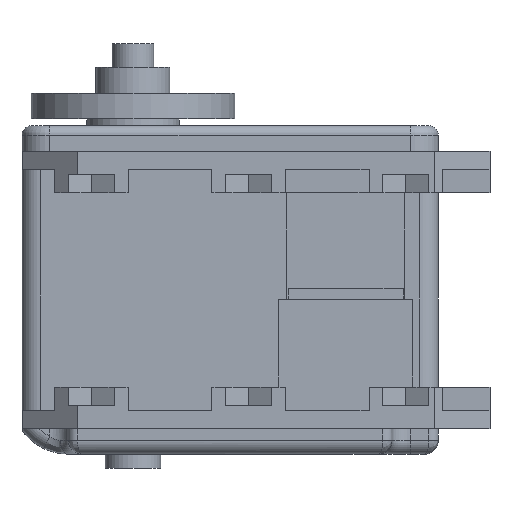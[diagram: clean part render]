
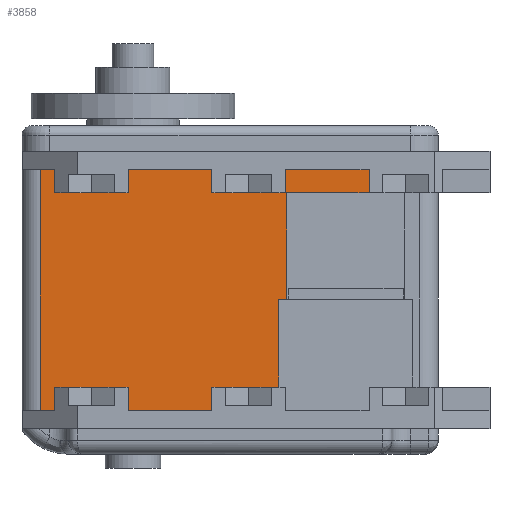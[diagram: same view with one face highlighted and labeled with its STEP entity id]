
A CAD part, left-side view. The second image highlights one B-rep face of the part: STEP entity #3858.
In plain terms, the highlighted planar face has unit normal (-1, 0, 0).
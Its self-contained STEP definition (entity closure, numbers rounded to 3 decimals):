
#1808=CARTESIAN_POINT('',(-12.2,0.525,13.0));
#1809=VERTEX_POINT('',#1808);
#1816=CARTESIAN_POINT('',(-12.2,-8.525,13.0));
#1817=VERTEX_POINT('',#1816);
#1818=CARTESIAN_POINT('',(-12.2,0.525,13.0));
#1819=DIRECTION('',(0.0,-1.0,0.0));
#1820=VECTOR('',#1819,9.05);
#1821=LINE('',#1818,#1820);
#1822=EDGE_CURVE('',#1809,#1817,#1821,.T.);
#1848=CARTESIAN_POINT('',(-12.2,-16.475,13.0));
#1849=VERTEX_POINT('',#1848);
#1856=CARTESIAN_POINT('',(-12.2,-25.525,13.0));
#1857=VERTEX_POINT('',#1856);
#1858=CARTESIAN_POINT('',(-12.2,-16.475,13.0));
#1859=DIRECTION('',(0.0,-1.0,0.0));
#1860=VECTOR('',#1859,9.05);
#1861=LINE('',#1858,#1860);
#1862=EDGE_CURVE('',#1849,#1857,#1861,.T.);
#1951=CARTESIAN_POINT('',(-12.2,10.0,13.0));
#1952=VERTEX_POINT('',#1951);
#1953=CARTESIAN_POINT('',(-12.2,8.475,13.0));
#1954=VERTEX_POINT('',#1953);
#1955=CARTESIAN_POINT('',(-12.2,10.0,13.0));
#1956=DIRECTION('',(0.0,-1.0,0.0));
#1957=VECTOR('',#1956,1.525);
#1958=LINE('',#1955,#1957);
#1959=EDGE_CURVE('',#1952,#1954,#1958,.T.);
#2706=CARTESIAN_POINT('',(-12.2,4.6,10.5));
#2707=VERTEX_POINT('',#2706);
#2912=CARTESIAN_POINT('',(-12.2,8.475,10.5));
#2913=VERTEX_POINT('',#2912);
#2920=CARTESIAN_POINT('',(-12.2,4.6,10.5));
#2921=DIRECTION('',(0.0,1.0,0.0));
#2922=VECTOR('',#2921,3.875);
#2923=LINE('',#2920,#2922);
#2924=EDGE_CURVE('',#2707,#2913,#2923,.T.);
#2935=CARTESIAN_POINT('',(-12.2,4.4,10.5));
#2936=VERTEX_POINT('',#2935);
#2945=CARTESIAN_POINT('',(-12.2,0.525,10.5));
#2946=VERTEX_POINT('',#2945);
#2947=CARTESIAN_POINT('',(-12.2,0.525,10.5));
#2948=DIRECTION('',(0.0,1.0,0.0));
#2949=VECTOR('',#2948,3.875);
#2950=LINE('',#2947,#2949);
#2951=EDGE_CURVE('',#2946,#2936,#2950,.T.);
#3001=CARTESIAN_POINT('',(-12.2,-8.525,10.5));
#3002=VERTEX_POINT('',#3001);
#3009=CARTESIAN_POINT('',(-12.2,-12.4,10.5));
#3010=VERTEX_POINT('',#3009);
#3011=CARTESIAN_POINT('',(-12.2,-12.4,10.5));
#3012=DIRECTION('',(0.0,1.0,0.0));
#3013=VECTOR('',#3012,3.875);
#3014=LINE('',#3011,#3013);
#3015=EDGE_CURVE('',#3010,#3002,#3014,.T.);
#3031=CARTESIAN_POINT('',(-12.2,-12.6,10.5));
#3032=VERTEX_POINT('',#3031);
#3041=CARTESIAN_POINT('',(-12.2,-16.475,10.5));
#3042=VERTEX_POINT('',#3041);
#3043=CARTESIAN_POINT('',(-12.2,-16.475,10.5));
#3044=DIRECTION('',(0.0,1.0,0.0));
#3045=VECTOR('',#3044,3.875);
#3046=LINE('',#3043,#3045);
#3047=EDGE_CURVE('',#3042,#3032,#3046,.T.);
#3153=CARTESIAN_POINT('',(-12.2,-25.525,10.5));
#3154=VERTEX_POINT('',#3153);
#3161=CARTESIAN_POINT('',(-12.2,-16.6,10.5));
#3162=VERTEX_POINT('',#3161);
#3163=CARTESIAN_POINT('',(-12.2,-25.525,10.5));
#3164=DIRECTION('',(0.0,1.0,0.0));
#3165=VECTOR('',#3164,8.925);
#3166=LINE('',#3163,#3165);
#3167=EDGE_CURVE('',#3154,#3162,#3166,.T.);
#3508=CARTESIAN_POINT('',(-12.2,-12.6,10.5));
#3509=DIRECTION('',(0.0,1.0,0.0));
#3510=VECTOR('',#3509,0.201);
#3511=LINE('',#3508,#3510);
#3512=EDGE_CURVE('',#3032,#3010,#3511,.T.);
#3627=CARTESIAN_POINT('',(-12.2,4.4,10.5));
#3628=DIRECTION('',(0.0,1.0,0.0));
#3629=VECTOR('',#3628,0.201);
#3630=LINE('',#3627,#3629);
#3631=EDGE_CURVE('',#2936,#2707,#3630,.T.);
#3693=CARTESIAN_POINT('',(-12.2,12.,-17.75));
#3694=DIRECTION('',(-1.0,0.0,0.0));
#3695=DIRECTION('',(0.0,0.0,1.0));
#3696=AXIS2_PLACEMENT_3D('',#3693,#3694,#3695);
#3697=PLANE('',#3696);
#3698=CARTESIAN_POINT('',(-12.2,10.0,-13.0));
#3699=VERTEX_POINT('',#3698);
#3700=CARTESIAN_POINT('',(-12.2,10.0,13.0));
#3701=DIRECTION('',(0.0,0.0,-1.0));
#3702=VECTOR('',#3701,26.0);
#3703=LINE('',#3700,#3702);
#3704=EDGE_CURVE('',#1952,#3699,#3703,.T.);
#3705=ORIENTED_EDGE('',*,*,#3704,.T.);
#3706=CARTESIAN_POINT('',(-12.2,8.475,-13.0));
#3707=VERTEX_POINT('',#3706);
#3708=CARTESIAN_POINT('',(-12.2,10.0,-13.0));
#3709=DIRECTION('',(0.0,-1.0,0.0));
#3710=VECTOR('',#3709,1.525);
#3711=LINE('',#3708,#3710);
#3712=EDGE_CURVE('',#3699,#3707,#3711,.T.);
#3713=ORIENTED_EDGE('',*,*,#3712,.T.);
#3714=CARTESIAN_POINT('',(-12.2,8.475,-10.5));
#3715=VERTEX_POINT('',#3714);
#3716=CARTESIAN_POINT('',(-12.2,8.475,-13.0));
#3717=DIRECTION('',(0.0,0.0,1.0));
#3718=VECTOR('',#3717,2.5);
#3719=LINE('',#3716,#3718);
#3720=EDGE_CURVE('',#3707,#3715,#3719,.T.);
#3721=ORIENTED_EDGE('',*,*,#3720,.T.);
#3722=CARTESIAN_POINT('',(-12.2,4.6,-10.5));
#3723=VERTEX_POINT('',#3722);
#3724=CARTESIAN_POINT('',(-12.2,4.6,-10.5));
#3725=DIRECTION('',(0.0,1.0,0.0));
#3726=VECTOR('',#3725,3.875);
#3727=LINE('',#3724,#3726);
#3728=EDGE_CURVE('',#3723,#3715,#3727,.T.);
#3729=ORIENTED_EDGE('',*,*,#3728,.F.);
#3730=CARTESIAN_POINT('',(-12.2,4.4,-10.5));
#3731=VERTEX_POINT('',#3730);
#3732=CARTESIAN_POINT('',(-12.2,4.4,-10.5));
#3733=DIRECTION('',(0.0,1.0,0.0));
#3734=VECTOR('',#3733,0.201);
#3735=LINE('',#3732,#3734);
#3736=EDGE_CURVE('',#3731,#3723,#3735,.T.);
#3737=ORIENTED_EDGE('',*,*,#3736,.F.);
#3738=CARTESIAN_POINT('',(-12.2,0.525,-10.5));
#3739=VERTEX_POINT('',#3738);
#3740=CARTESIAN_POINT('',(-12.2,0.525,-10.5));
#3741=DIRECTION('',(0.0,1.0,0.0));
#3742=VECTOR('',#3741,3.875);
#3743=LINE('',#3740,#3742);
#3744=EDGE_CURVE('',#3739,#3731,#3743,.T.);
#3745=ORIENTED_EDGE('',*,*,#3744,.F.);
#3746=CARTESIAN_POINT('',(-12.2,0.525,-13.0));
#3747=VERTEX_POINT('',#3746);
#3748=CARTESIAN_POINT('',(-12.2,0.525,-13.0));
#3749=DIRECTION('',(0.0,0.0,1.0));
#3750=VECTOR('',#3749,2.5);
#3751=LINE('',#3748,#3750);
#3752=EDGE_CURVE('',#3747,#3739,#3751,.T.);
#3753=ORIENTED_EDGE('',*,*,#3752,.F.);
#3754=CARTESIAN_POINT('',(-12.2,-8.525,-13.0));
#3755=VERTEX_POINT('',#3754);
#3756=CARTESIAN_POINT('',(-12.2,0.525,-13.0));
#3757=DIRECTION('',(0.0,-1.0,0.0));
#3758=VECTOR('',#3757,9.05);
#3759=LINE('',#3756,#3758);
#3760=EDGE_CURVE('',#3747,#3755,#3759,.T.);
#3761=ORIENTED_EDGE('',*,*,#3760,.T.);
#3762=CARTESIAN_POINT('',(-12.2,-8.525,-10.5));
#3763=VERTEX_POINT('',#3762);
#3764=CARTESIAN_POINT('',(-12.2,-8.525,-13.0));
#3765=DIRECTION('',(0.0,0.0,1.0));
#3766=VECTOR('',#3765,2.5);
#3767=LINE('',#3764,#3766);
#3768=EDGE_CURVE('',#3755,#3763,#3767,.T.);
#3769=ORIENTED_EDGE('',*,*,#3768,.T.);
#3770=CARTESIAN_POINT('',(-12.2,-12.4,-10.5));
#3771=VERTEX_POINT('',#3770);
#3772=CARTESIAN_POINT('',(-12.2,-12.4,-10.5));
#3773=DIRECTION('',(0.0,1.0,0.0));
#3774=VECTOR('',#3773,3.875);
#3775=LINE('',#3772,#3774);
#3776=EDGE_CURVE('',#3771,#3763,#3775,.T.);
#3777=ORIENTED_EDGE('',*,*,#3776,.F.);
#3778=CARTESIAN_POINT('',(-12.2,-12.6,-10.5));
#3779=VERTEX_POINT('',#3778);
#3780=CARTESIAN_POINT('',(-12.2,-12.6,-10.5));
#3781=DIRECTION('',(0.0,1.0,0.0));
#3782=VECTOR('',#3781,0.201);
#3783=LINE('',#3780,#3782);
#3784=EDGE_CURVE('',#3779,#3771,#3783,.T.);
#3785=ORIENTED_EDGE('',*,*,#3784,.F.);
#3786=CARTESIAN_POINT('',(-12.2,-15.75,-10.5));
#3787=VERTEX_POINT('',#3786);
#3788=CARTESIAN_POINT('',(-12.2,-15.75,-10.5));
#3789=DIRECTION('',(0.0,1.0,0.0));
#3790=VECTOR('',#3789,3.15);
#3791=LINE('',#3788,#3790);
#3792=EDGE_CURVE('',#3787,#3779,#3791,.T.);
#3793=ORIENTED_EDGE('',*,*,#3792,.F.);
#3794=CARTESIAN_POINT('',(-12.2,-15.75,-1.0));
#3795=VERTEX_POINT('',#3794);
#3796=CARTESIAN_POINT('',(-12.2,-15.75,-1.0));
#3797=DIRECTION('',(0.0,0.0,-1.0));
#3798=VECTOR('',#3797,9.5);
#3799=LINE('',#3796,#3798);
#3800=EDGE_CURVE('',#3795,#3787,#3799,.T.);
#3801=ORIENTED_EDGE('',*,*,#3800,.F.);
#3802=CARTESIAN_POINT('',(-12.2,-16.6,-1.0));
#3803=VERTEX_POINT('',#3802);
#3804=CARTESIAN_POINT('',(-12.2,-16.6,-1.0));
#3805=DIRECTION('',(0.0,1.0,0.0));
#3806=VECTOR('',#3805,0.85);
#3807=LINE('',#3804,#3806);
#3808=EDGE_CURVE('',#3803,#3795,#3807,.T.);
#3809=ORIENTED_EDGE('',*,*,#3808,.F.);
#3810=CARTESIAN_POINT('',(-12.2,-16.6,-1.0));
#3811=DIRECTION('',(0.0,0.0,1.0));
#3812=VECTOR('',#3811,11.5);
#3813=LINE('',#3810,#3812);
#3814=EDGE_CURVE('',#3803,#3162,#3813,.T.);
#3815=ORIENTED_EDGE('',*,*,#3814,.T.);
#3816=ORIENTED_EDGE('',*,*,#3167,.F.);
#3817=CARTESIAN_POINT('',(-12.2,-25.525,13.0));
#3818=DIRECTION('',(0.0,0.0,-1.0));
#3819=VECTOR('',#3818,2.5);
#3820=LINE('',#3817,#3819);
#3821=EDGE_CURVE('',#1857,#3154,#3820,.T.);
#3822=ORIENTED_EDGE('',*,*,#3821,.F.);
#3823=ORIENTED_EDGE('',*,*,#1862,.F.);
#3824=CARTESIAN_POINT('',(-12.2,-16.475,13.0));
#3825=DIRECTION('',(0.0,0.0,-1.0));
#3826=VECTOR('',#3825,2.5);
#3827=LINE('',#3824,#3826);
#3828=EDGE_CURVE('',#1849,#3042,#3827,.T.);
#3829=ORIENTED_EDGE('',*,*,#3828,.T.);
#3830=ORIENTED_EDGE('',*,*,#3047,.T.);
#3831=ORIENTED_EDGE('',*,*,#3512,.T.);
#3832=ORIENTED_EDGE('',*,*,#3015,.T.);
#3833=CARTESIAN_POINT('',(-12.2,-8.525,13.0));
#3834=DIRECTION('',(0.0,0.0,-1.0));
#3835=VECTOR('',#3834,2.5);
#3836=LINE('',#3833,#3835);
#3837=EDGE_CURVE('',#1817,#3002,#3836,.T.);
#3838=ORIENTED_EDGE('',*,*,#3837,.F.);
#3839=ORIENTED_EDGE('',*,*,#1822,.F.);
#3840=CARTESIAN_POINT('',(-12.2,0.525,13.0));
#3841=DIRECTION('',(0.0,0.0,-1.0));
#3842=VECTOR('',#3841,2.5);
#3843=LINE('',#3840,#3842);
#3844=EDGE_CURVE('',#1809,#2946,#3843,.T.);
#3845=ORIENTED_EDGE('',*,*,#3844,.T.);
#3846=ORIENTED_EDGE('',*,*,#2951,.T.);
#3847=ORIENTED_EDGE('',*,*,#3631,.T.);
#3848=ORIENTED_EDGE('',*,*,#2924,.T.);
#3849=CARTESIAN_POINT('',(-12.2,8.475,13.0));
#3850=DIRECTION('',(0.0,0.0,-1.0));
#3851=VECTOR('',#3850,2.5);
#3852=LINE('',#3849,#3851);
#3853=EDGE_CURVE('',#1954,#2913,#3852,.T.);
#3854=ORIENTED_EDGE('',*,*,#3853,.F.);
#3855=ORIENTED_EDGE('',*,*,#1959,.F.);
#3856=EDGE_LOOP('',(#3705,#3713,#3721,#3729,#3737,#3745,#3753,#3761,#3769,#3777,#3785,#3793,#3801,#3809,#3815,#3816,#3822,#3823,#3829,#3830,#3831,#3832,#3838,#3839,#3845,#3846,#3847,#3848,#3854,#3855));
#3857=FACE_OUTER_BOUND('',#3856,.T.);
#3858=ADVANCED_FACE('',(#3857),#3697,.T.);
